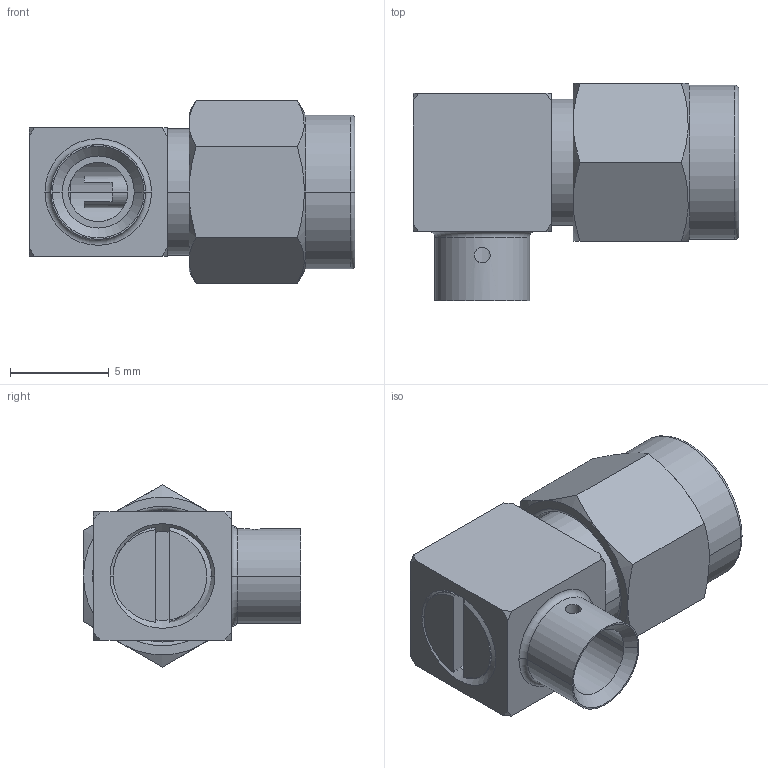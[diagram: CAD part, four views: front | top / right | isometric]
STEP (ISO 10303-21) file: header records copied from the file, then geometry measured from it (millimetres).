
FILE_DESCRIPTION (( 'STEP AP203' ), '1' );
FILE_NAME ('FMCN1940_3D.STEP', '2022-09-02T05:53:21', ( '' ), ( '' ), 'SwSTEP 2.0', 'SolidWorks 2021', '' );
FILE_SCHEMA (( 'CONFIG_CONTROL_DESIGN' ));
Length unit declared in the file: millimetre
Products named in the file (1): FMCN1940_3D
Bounding box: 16.5 x 11 x 9.24 mm (x, y, z)
Volume: 639 mm3; surface area: 1523 mm2
Topology: 8 solids, 8 shells, 194 faces, 437 edges, 277 vertices
Faces by surface type: cylinder 85, plane 54, cone 39, bspline 8, torus 8
Entity records: 7339 total; most frequent: CARTESIAN_POINT 2973, DIRECTION 891, ORIENTED_EDGE 874, EDGE_CURVE 437, AXIS2_PLACEMENT_3D 376, VERTEX_POINT 277, EDGE_LOOP 226, ADVANCED_FACE 194
